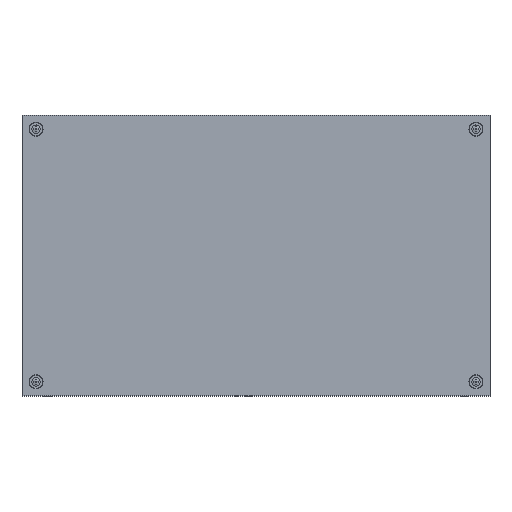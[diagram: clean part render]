
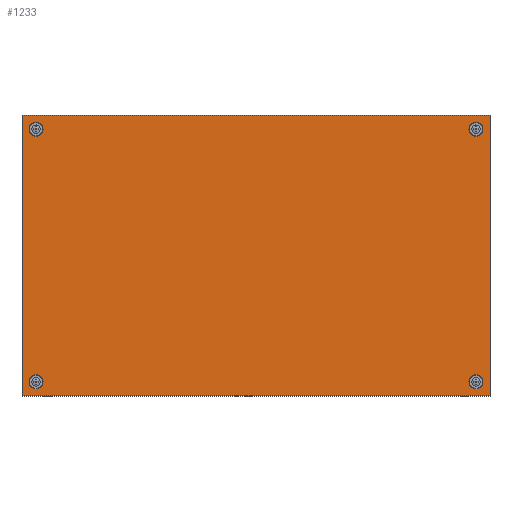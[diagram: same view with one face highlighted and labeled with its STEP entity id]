
A CAD part, top view. The second image highlights one B-rep face of the part: STEP entity #1233.
In plain terms, the highlighted planar face has unit normal (0, 0, 1).
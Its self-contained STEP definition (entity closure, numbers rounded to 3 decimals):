
#179 = ORIENTED_EDGE ( 'NONE', *, *, #9606, .F. ) ;
#551 = CARTESIAN_POINT ( 'NONE',  ( 7.5, 15., 0. ) ) ;
#654 = CIRCLE ( 'NONE', #16465, 7.5 ) ;
#932 = EDGE_CURVE ( 'NONE', #1801, #5484, #3486, .T. ) ;
#968 = LINE ( 'NONE', #2541, #19880 ) ;
#1065 = VERTEX_POINT ( 'NONE', #7817 ) ;
#1171 = PLANE ( 'NONE',  #2400 ) ;
#1233 = ADVANCED_FACE ( 'NONE', ( #13432, #6485, #15117, #19977, #20329 ), #1171, .F. ) ;
#1348 = CIRCLE ( 'NONE', #13917, 7.5 ) ;
#1571 = EDGE_LOOP ( 'NONE', ( #6432, #14132, #16063, #7976 ) ) ;
#1687 = VERTEX_POINT ( 'NONE', #13946 ) ;
#1715 = DIRECTION ( 'NONE',  ( 1., 0., 0. ) ) ;
#1801 = VERTEX_POINT ( 'NONE', #21398 ) ;
#2087 = CARTESIAN_POINT ( 'NONE',  ( 500., 300., 0. ) ) ;
#2105 = CIRCLE ( 'NONE', #15056, 7.5 ) ;
#2115 = CARTESIAN_POINT ( 'NONE',  ( 485., 285., 0. ) ) ;
#2172 = ORIENTED_EDGE ( 'NONE', *, *, #9816, .F. ) ;
#2400 = AXIS2_PLACEMENT_3D ( 'NONE', #8021, #14890, #21784 ) ;
#2541 = CARTESIAN_POINT ( 'NONE',  ( 0., 0., 0. ) ) ;
#3007 = EDGE_CURVE ( 'NONE', #3035, #1065, #20956, .T. ) ;
#3035 = VERTEX_POINT ( 'NONE', #8911 ) ;
#3091 = CARTESIAN_POINT ( 'NONE',  ( 15., 285., 0. ) ) ;
#3180 = CIRCLE ( 'NONE', #6783, 7.5 ) ;
#3202 = DIRECTION ( 'NONE',  ( 0., 0., 1. ) ) ;
#3486 = CIRCLE ( 'NONE', #22191, 7.5 ) ;
#3519 = EDGE_CURVE ( 'NONE', #6487, #7716, #20750, .T. ) ;
#3555 = DIRECTION ( 'NONE',  ( 0., 0., 1. ) ) ;
#3721 = CARTESIAN_POINT ( 'NONE',  ( 500., 0., 0. ) ) ;
#3825 = VECTOR ( 'NONE', #10538, 1000. ) ;
#4637 = CARTESIAN_POINT ( 'NONE',  ( 15., 15., 0. ) ) ;
#4703 = EDGE_LOOP ( 'NONE', ( #21167, #11227 ) ) ;
#4860 = DIRECTION ( 'NONE',  ( 1., 0., 0. ) ) ;
#5321 = DIRECTION ( 'NONE',  ( 0., -1., 0. ) ) ;
#5484 = VERTEX_POINT ( 'NONE', #7832 ) ;
#6432 = ORIENTED_EDGE ( 'NONE', *, *, #9272, .T. ) ;
#6485 = FACE_BOUND ( 'NONE', #16802, .T. ) ;
#6487 = VERTEX_POINT ( 'NONE', #13334 ) ;
#6783 = AXIS2_PLACEMENT_3D ( 'NONE', #2115, #12479, #17228 ) ;
#7573 = CARTESIAN_POINT ( 'NONE',  ( 22.5, 15., 0. ) ) ;
#7576 = DIRECTION ( 'NONE',  ( 0., 0., 1. ) ) ;
#7716 = VERTEX_POINT ( 'NONE', #9609 ) ;
#7817 = CARTESIAN_POINT ( 'NONE',  ( 7.5, 285., 0. ) ) ;
#7832 = CARTESIAN_POINT ( 'NONE',  ( 477.5, 285., 0. ) ) ;
#7869 = CIRCLE ( 'NONE', #14691, 7.5 ) ;
#7976 = ORIENTED_EDGE ( 'NONE', *, *, #8330, .T. ) ;
#8021 = CARTESIAN_POINT ( 'NONE',  ( 0., 0., 0. ) ) ;
#8153 = ORIENTED_EDGE ( 'NONE', *, *, #17273, .F. ) ;
#8263 = EDGE_LOOP ( 'NONE', ( #179, #8153 ) ) ;
#8268 = CARTESIAN_POINT ( 'NONE',  ( 485., 285., 0. ) ) ;
#8295 = ORIENTED_EDGE ( 'NONE', *, *, #16171, .F. ) ;
#8330 = EDGE_CURVE ( 'NONE', #7716, #19003, #968, .T. ) ;
#8685 = CARTESIAN_POINT ( 'NONE',  ( 0., 0., 0. ) ) ;
#8911 = CARTESIAN_POINT ( 'NONE',  ( 22.5, 285., 0. ) ) ;
#8983 = EDGE_LOOP ( 'NONE', ( #22182, #8295 ) ) ;
#9272 = EDGE_CURVE ( 'NONE', #19003, #11264, #12229, .T. ) ;
#9507 = ORIENTED_EDGE ( 'NONE', *, *, #932, .F. ) ;
#9606 = EDGE_CURVE ( 'NONE', #11470, #1687, #1348, .T. ) ;
#9609 = CARTESIAN_POINT ( 'NONE',  ( 0., 0., 0. ) ) ;
#9816 = EDGE_CURVE ( 'NONE', #5484, #1801, #3180, .T. ) ;
#9934 = CARTESIAN_POINT ( 'NONE',  ( 15., 285., 0. ) ) ;
#10368 = AXIS2_PLACEMENT_3D ( 'NONE', #15076, #15197, #4860 ) ;
#10538 = DIRECTION ( 'NONE',  ( 0., 1., 0. ) ) ;
#10722 = CIRCLE ( 'NONE', #10368, 7.5 ) ;
#11215 = EDGE_CURVE ( 'NONE', #17560, #21363, #2105, .T. ) ;
#11227 = ORIENTED_EDGE ( 'NONE', *, *, #17297, .F. ) ;
#11264 = VERTEX_POINT ( 'NONE', #2087 ) ;
#11402 = CARTESIAN_POINT ( 'NONE',  ( 0., 300., 0. ) ) ;
#11450 = CARTESIAN_POINT ( 'NONE',  ( 492.5, 15., 0. ) ) ;
#11470 = VERTEX_POINT ( 'NONE', #11450 ) ;
#11484 = DIRECTION ( 'NONE',  ( 0., 0., 1. ) ) ;
#11747 = DIRECTION ( 'NONE',  ( 1., 0., 0. ) ) ;
#12229 = LINE ( 'NONE', #3721, #3825 ) ;
#12479 = DIRECTION ( 'NONE',  ( 0., 0., 1. ) ) ;
#13334 = CARTESIAN_POINT ( 'NONE',  ( 0., 300., 0. ) ) ;
#13432 = FACE_BOUND ( 'NONE', #8263, .T. ) ;
#13610 = DIRECTION ( 'NONE',  ( 1., 0., 0. ) ) ;
#13917 = AXIS2_PLACEMENT_3D ( 'NONE', #16093, #7576, #16210 ) ;
#13946 = CARTESIAN_POINT ( 'NONE',  ( 477.5, 15., 0. ) ) ;
#14096 = AXIS2_PLACEMENT_3D ( 'NONE', #3091, #3555, #1715 ) ;
#14132 = ORIENTED_EDGE ( 'NONE', *, *, #20303, .T. ) ;
#14469 = DIRECTION ( 'NONE',  ( 1., 0., 0. ) ) ;
#14533 = LINE ( 'NONE', #11402, #18239 ) ;
#14691 = AXIS2_PLACEMENT_3D ( 'NONE', #21683, #15237, #18403 ) ;
#14890 = DIRECTION ( 'NONE',  ( 0., 0., -1. ) ) ;
#15056 = AXIS2_PLACEMENT_3D ( 'NONE', #4637, #11484, #13610 ) ;
#15076 = CARTESIAN_POINT ( 'NONE',  ( 15., 15., 0. ) ) ;
#15117 = FACE_BOUND ( 'NONE', #4703, .T. ) ;
#15142 = DIRECTION ( 'NONE',  ( 0., 0., 1. ) ) ;
#15197 = DIRECTION ( 'NONE',  ( 0., 0., 1. ) ) ;
#15237 = DIRECTION ( 'NONE',  ( 0., 0., 1. ) ) ;
#15450 = VECTOR ( 'NONE', #5321, 1000. ) ;
#15590 = CARTESIAN_POINT ( 'NONE',  ( 500., 0., 0. ) ) ;
#15979 = DIRECTION ( 'NONE',  ( -1., 0., 0. ) ) ;
#16063 = ORIENTED_EDGE ( 'NONE', *, *, #3519, .T. ) ;
#16093 = CARTESIAN_POINT ( 'NONE',  ( 485., 15., 0. ) ) ;
#16171 = EDGE_CURVE ( 'NONE', #21363, #17560, #10722, .T. ) ;
#16210 = DIRECTION ( 'NONE',  ( 1., 0., 0. ) ) ;
#16465 = AXIS2_PLACEMENT_3D ( 'NONE', #9934, #3202, #11747 ) ;
#16802 = EDGE_LOOP ( 'NONE', ( #9507, #2172 ) ) ;
#17228 = DIRECTION ( 'NONE',  ( 1., 0., 0. ) ) ;
#17273 = EDGE_CURVE ( 'NONE', #1687, #11470, #7869, .T. ) ;
#17297 = EDGE_CURVE ( 'NONE', #1065, #3035, #654, .T. ) ;
#17560 = VERTEX_POINT ( 'NONE', #7573 ) ;
#18239 = VECTOR ( 'NONE', #15979, 1000. ) ;
#18403 = DIRECTION ( 'NONE',  ( 1., 0., 0. ) ) ;
#19003 = VERTEX_POINT ( 'NONE', #15590 ) ;
#19880 = VECTOR ( 'NONE', #14469, 1000. ) ;
#19977 = FACE_BOUND ( 'NONE', #8983, .T. ) ;
#20303 = EDGE_CURVE ( 'NONE', #11264, #6487, #14533, .T. ) ;
#20329 = FACE_OUTER_BOUND ( 'NONE', #1571, .T. ) ;
#20750 = LINE ( 'NONE', #8685, #15450 ) ;
#20956 = CIRCLE ( 'NONE', #14096, 7.5 ) ;
#21167 = ORIENTED_EDGE ( 'NONE', *, *, #3007, .F. ) ;
#21363 = VERTEX_POINT ( 'NONE', #551 ) ;
#21398 = CARTESIAN_POINT ( 'NONE',  ( 492.5, 285., 0. ) ) ;
#21683 = CARTESIAN_POINT ( 'NONE',  ( 485., 15., 0. ) ) ;
#21784 = DIRECTION ( 'NONE',  ( -1., 0., 0. ) ) ;
#22045 = DIRECTION ( 'NONE',  ( 1., 0., 0. ) ) ;
#22182 = ORIENTED_EDGE ( 'NONE', *, *, #11215, .F. ) ;
#22191 = AXIS2_PLACEMENT_3D ( 'NONE', #8268, #15142, #22045 ) ;
